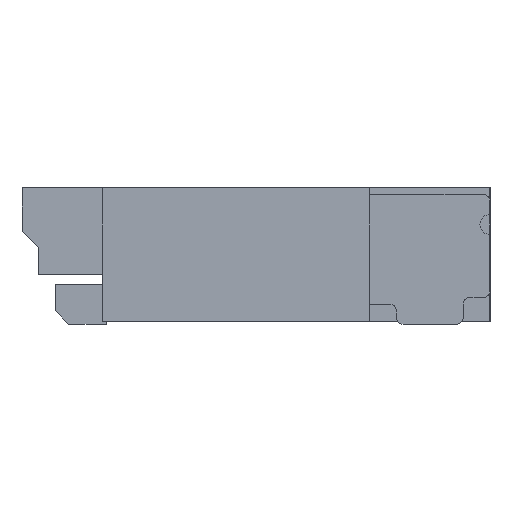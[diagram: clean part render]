
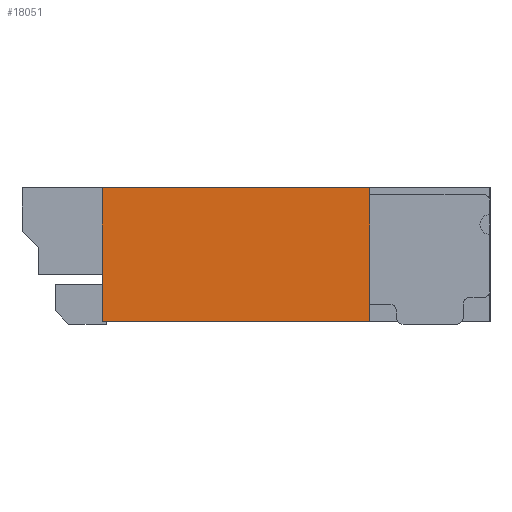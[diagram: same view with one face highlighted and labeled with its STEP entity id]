
A CAD part, left-side view. The second image highlights one B-rep face of the part: STEP entity #18051.
In plain terms, the highlighted planar face has unit normal (-1, 0, 0).
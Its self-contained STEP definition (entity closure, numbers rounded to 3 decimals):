
#828=FACE_OUTER_BOUND('',#1725,.T.);
#1725=EDGE_LOOP('',(#11495,#11496,#11497,#11498));
#2745=LINE('',#25388,#4881);
#2746=LINE('',#25390,#4882);
#2747=LINE('',#25392,#4883);
#2748=LINE('',#25393,#4884);
#4881=VECTOR('',#20528,1000.);
#4882=VECTOR('',#20529,1000.);
#4883=VECTOR('',#20530,1000.);
#4884=VECTOR('',#20531,1000.);
#7003=VERTEX_POINT('',#25386);
#7004=VERTEX_POINT('',#25387);
#7005=VERTEX_POINT('',#25389);
#7006=VERTEX_POINT('',#25391);
#8773=EDGE_CURVE('',#7003,#7004,#2745,.T.);
#8774=EDGE_CURVE('',#7004,#7005,#2746,.T.);
#8775=EDGE_CURVE('',#7006,#7005,#2747,.T.);
#8776=EDGE_CURVE('',#7006,#7003,#2748,.T.);
#11495=ORIENTED_EDGE('',*,*,#8773,.T.);
#11496=ORIENTED_EDGE('',*,*,#8774,.T.);
#11497=ORIENTED_EDGE('',*,*,#8775,.F.);
#11498=ORIENTED_EDGE('',*,*,#8776,.T.);
#16469=PLANE('',#18993);
#18051=ADVANCED_FACE('',(#828),#16469,.F.);
#18993=AXIS2_PLACEMENT_3D('',#25385,#20526,#20527);
#20526=DIRECTION('center_axis',(1.,0.,0.));
#20527=DIRECTION('ref_axis',(0.,0.,-1.));
#20528=DIRECTION('',(0.,-1.,0.));
#20529=DIRECTION('',(0.,0.,1.));
#20530=DIRECTION('',(0.,-1.,0.));
#20531=DIRECTION('',(0.,0.,-1.));
#25385=CARTESIAN_POINT('Origin',(-7.,1.15,1.));
#25386=CARTESIAN_POINT('',(-7.,1.15,0.));
#25387=CARTESIAN_POINT('',(-7.,-0.85,0.));
#25388=CARTESIAN_POINT('',(-7.,1.15,0.));
#25389=CARTESIAN_POINT('',(-7.,-0.85,1.));
#25390=CARTESIAN_POINT('',(-7.,-0.85,0.));
#25391=CARTESIAN_POINT('',(-7.,1.15,1.));
#25392=CARTESIAN_POINT('',(-7.,1.15,1.));
#25393=CARTESIAN_POINT('',(-7.,1.15,1.));
